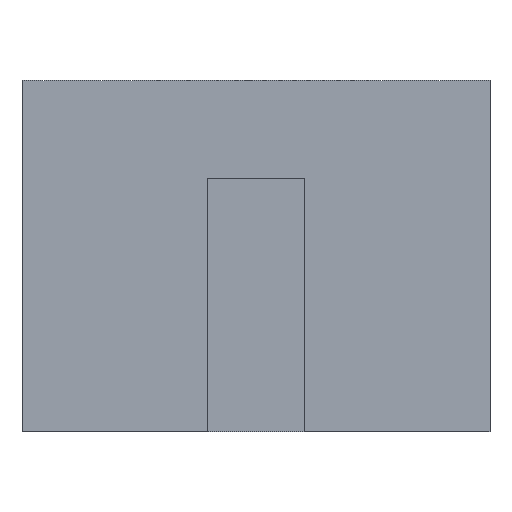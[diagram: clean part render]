
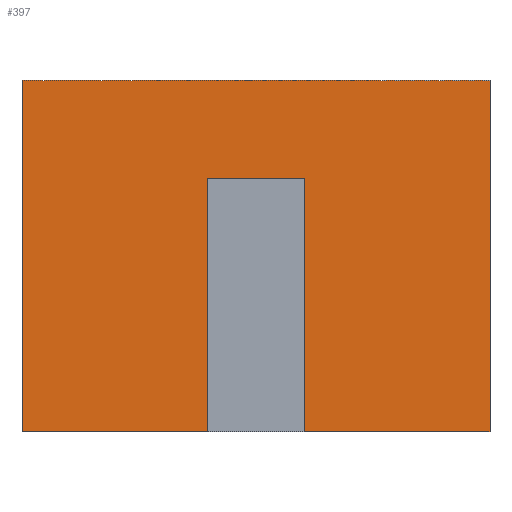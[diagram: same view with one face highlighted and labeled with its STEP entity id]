
A CAD part, front view. The second image highlights one B-rep face of the part: STEP entity #397.
In plain terms, the highlighted planar face has unit normal (0, -1, 0).
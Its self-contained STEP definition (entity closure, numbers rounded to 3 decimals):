
#38=PLANE('',#444);
#61=FACE_OUTER_BOUND('',#90,.T.);
#90=EDGE_LOOP('',(#362,#363,#364,#365,#366,#367,#368,#369));
#97=LINE('',#590,#138);
#101=LINE('',#599,#142);
#119=LINE('',#638,#160);
#124=LINE('',#647,#165);
#125=LINE('',#648,#166);
#128=LINE('',#654,#169);
#129=LINE('',#657,#170);
#131=LINE('',#660,#172);
#138=VECTOR('',#487,10.);
#142=VECTOR('',#493,10.);
#160=VECTOR('',#527,10.);
#165=VECTOR('',#534,10.);
#166=VECTOR('',#535,10.);
#169=VECTOR('',#542,10.);
#170=VECTOR('',#545,10.);
#172=VECTOR('',#549,10.);
#193=VERTEX_POINT('',#587);
#194=VERTEX_POINT('',#589);
#197=VERTEX_POINT('',#596);
#198=VERTEX_POINT('',#598);
#212=VERTEX_POINT('',#640);
#214=VERTEX_POINT('',#645);
#215=VERTEX_POINT('',#652);
#216=VERTEX_POINT('',#656);
#231=EDGE_CURVE('',#193,#194,#97,.T.);
#235=EDGE_CURVE('',#197,#198,#101,.T.);
#255=EDGE_CURVE('',#197,#194,#119,.T.);
#260=EDGE_CURVE('',#193,#214,#124,.T.);
#261=EDGE_CURVE('',#212,#198,#125,.T.);
#264=EDGE_CURVE('',#214,#215,#128,.T.);
#265=EDGE_CURVE('',#216,#212,#129,.T.);
#267=EDGE_CURVE('',#215,#216,#131,.T.);
#362=ORIENTED_EDGE('',*,*,#265,.T.);
#363=ORIENTED_EDGE('',*,*,#261,.T.);
#364=ORIENTED_EDGE('',*,*,#235,.F.);
#365=ORIENTED_EDGE('',*,*,#255,.T.);
#366=ORIENTED_EDGE('',*,*,#231,.F.);
#367=ORIENTED_EDGE('',*,*,#260,.T.);
#368=ORIENTED_EDGE('',*,*,#264,.T.);
#369=ORIENTED_EDGE('',*,*,#267,.T.);
#397=ADVANCED_FACE('',(#61),#38,.T.);
#444=AXIS2_PLACEMENT_3D('',#662,#552,#553);
#487=DIRECTION('',(0.,0.,1.));
#493=DIRECTION('',(0.,0.,-1.));
#527=DIRECTION('',(-1.,0.,0.));
#534=DIRECTION('',(1.,0.,0.));
#535=DIRECTION('',(1.,0.,0.));
#542=DIRECTION('',(0.,0.,1.));
#545=DIRECTION('',(0.,0.,-1.));
#549=DIRECTION('',(1.,0.,0.));
#552=DIRECTION('center_axis',(0.,-1.,0.));
#553=DIRECTION('ref_axis',(1.,0.,0.));
#587=CARTESIAN_POINT('',(-4.,-2.,0.));
#589=CARTESIAN_POINT('',(-4.,-2.,18.));
#590=CARTESIAN_POINT('',(-4.,-2.,0.));
#596=CARTESIAN_POINT('',(20.,-2.,18.));
#598=CARTESIAN_POINT('',(20.,-2.,0.));
#599=CARTESIAN_POINT('',(20.,-2.,0.));
#638=CARTESIAN_POINT('',(-2.,-2.,18.));
#640=CARTESIAN_POINT('',(10.5,-2.,0.));
#645=CARTESIAN_POINT('',(5.5,-2.,0.));
#647=CARTESIAN_POINT('',(3.,-2.,0.));
#648=CARTESIAN_POINT('',(18.,-2.,0.));
#652=CARTESIAN_POINT('',(5.5,-2.,13.));
#654=CARTESIAN_POINT('',(5.5,-2.,4.5));
#656=CARTESIAN_POINT('',(10.5,-2.,13.));
#657=CARTESIAN_POINT('',(10.5,-2.,6.5));
#660=CARTESIAN_POINT('',(1.75,-2.,13.));
#662=CARTESIAN_POINT('Origin',(-2.,-2.,0.));
